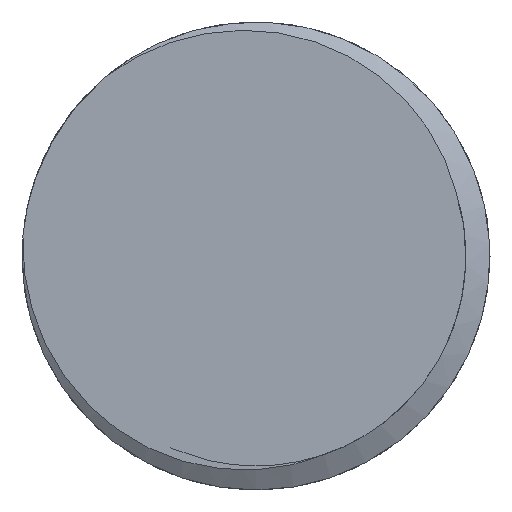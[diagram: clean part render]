
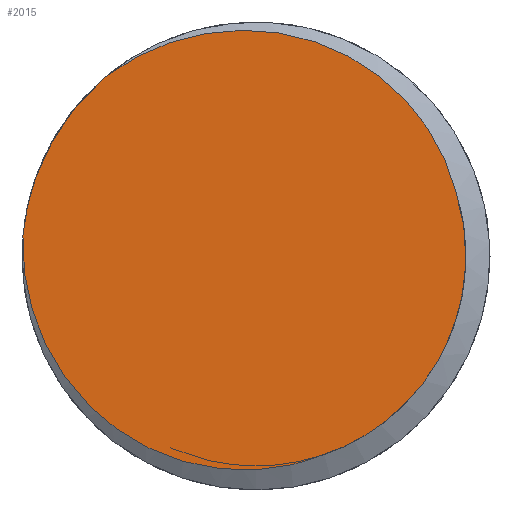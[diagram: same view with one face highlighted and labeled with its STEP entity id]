
A CAD part, front view. The second image highlights one B-rep face of the part: STEP entity #2015.
In plain terms, the highlighted planar face has unit normal (0, -1, 0).
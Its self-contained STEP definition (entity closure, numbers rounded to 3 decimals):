
#99 = CARTESIAN_POINT ( 'NONE',  ( -3.885, 0., 5.436 ) ) ;
#134 = CARTESIAN_POINT ( 'NONE',  ( -2.72, 0., 6.009 ) ) ;
#144 = B_SPLINE_CURVE_WITH_KNOTS ( 'NONE', 3,
 ( #7163, #99, #4598, #134, #1965, #6515, #2854, #3421, #3636, #175, #2496, #4811, #7484, #7125, #2114, #6666, #2040, #3711, #3138, #250, #5036, #972, #4318, #4993 ),
 .UNSPECIFIED., .F., .F.,
 ( 4, 2, 2, 2, 2, 2, 2, 2, 2, 2, 2, 4 ),
 ( -0.013, -0.011, -0.01, -0.009, -0.008, -0.006, -0.005, -0.004, -0.003, -0.002, -0.002, 0. ),
 .UNSPECIFIED. ) ;
#175 = CARTESIAN_POINT ( 'NONE',  ( 0.591, 0., 6.404 ) ) ;
#212 = CARTESIAN_POINT ( 'NONE',  ( -5.049, 0., -3.979 ) ) ;
#250 = CARTESIAN_POINT ( 'NONE',  ( 4.866, 0., 3.724 ) ) ;
#381 = ORIENTED_EDGE ( 'NONE', *, *, #6363, .T. ) ;
#501 = VERTEX_POINT ( 'NONE', #2800 ) ;
#514 = AXIS2_PLACEMENT_3D ( 'NONE', #5824, #4793, #4715 ) ;
#523 = CARTESIAN_POINT ( 'NONE',  ( -5.725, 0., 3.463 ) ) ;
#592 = CARTESIAN_POINT ( 'NONE',  ( 5.712, 0., 1.838 ) ) ;
#823 = CARTESIAN_POINT ( 'NONE',  ( -0.206, 0., -6.122 ) ) ;
#868 = B_SPLINE_CURVE_WITH_KNOTS ( 'NONE', 3,
 ( #592, #2232, #3946, #5191, #6251, #6939, #5687, #4022, #2882, #3372 ),
 .UNSPECIFIED., .F., .F.,
 ( 4, 2, 2, 2, 4 ),
 ( 0.2, 0.263, 0.326, 0.388, 0.451 ),
 .UNSPECIFIED. ) ;
#937 = CARTESIAN_POINT ( 'NONE',  ( -4.501, 0., -4.532 ) ) ;
#972 = CARTESIAN_POINT ( 'NONE',  ( 5.389, 0., 2.824 ) ) ;
#1138 = CARTESIAN_POINT ( 'NONE',  ( -5.358, 0., 4.008 ) ) ;
#1342 = CARTESIAN_POINT ( 'NONE',  ( 1.826, 0., -5.716 ) ) ;
#1510 = CARTESIAN_POINT ( 'NONE',  ( -5.821, 0., -2.926 ) ) ;
#1753 = CARTESIAN_POINT ( 'NONE',  ( -4.639, 0., 4.837 ) ) ;
#1965 = CARTESIAN_POINT ( 'NONE',  ( -2.474, 0., 6.099 ) ) ;
#2003 = ORIENTED_EDGE ( 'NONE', *, *, #4364, .T. ) ;
#2008 = CARTESIAN_POINT ( 'NONE',  ( 1.826, 0., -5.716 ) ) ;
#2015 = ADVANCED_FACE ( 'NONE', ( #2398 ), #5404, .T. ) ;
#2040 = CARTESIAN_POINT ( 'NONE',  ( 4.031, 0., 4.708 ) ) ;
#2078 = CARTESIAN_POINT ( 'NONE',  ( -6.662, 0., 0.579 ) ) ;
#2114 = CARTESIAN_POINT ( 'NONE',  ( 3.436, 0., 5.21 ) ) ;
#2115 = CARTESIAN_POINT ( 'NONE',  ( -2.506, 0., -5.734 ) ) ;
#2232 = CARTESIAN_POINT ( 'NONE',  ( 5.953, 0., 1.089 ) ) ;
#2398 = FACE_OUTER_BOUND ( 'NONE', #2892, .T. ) ;
#2496 = CARTESIAN_POINT ( 'NONE',  ( 1.101, 0., 6.309 ) ) ;
#2531 = CARTESIAN_POINT ( 'NONE',  ( -6.639, 0., -0.466 ) ) ;
#2571 = CARTESIAN_POINT ( 'NONE',  ( 0.832, 0., -6.027 ) ) ;
#2609 = CARTESIAN_POINT ( 'NONE',  ( -6.681, 0., 0.054 ) ) ;
#2612 = VERTEX_POINT ( 'NONE', #1342 ) ;
#2628 = CARTESIAN_POINT ( 'NONE',  ( -4.302, 0., 5.12 ) ) ;
#2703 = CARTESIAN_POINT ( 'NONE',  ( 5.712, 0., 1.838 ) ) ;
#2769 = VERTEX_POINT ( 'NONE', #2628 ) ;
#2800 = CARTESIAN_POINT ( 'NONE',  ( -6.662, 0., 0.579 ) ) ;
#2854 = CARTESIAN_POINT ( 'NONE',  ( -1.728, 0., 6.307 ) ) ;
#2882 = CARTESIAN_POINT ( 'NONE',  ( 2.575, 0., -5.476 ) ) ;
#2892 = EDGE_LOOP ( 'NONE', ( #5351, #381, #2003, #3039 ) ) ;
#3039 = ORIENTED_EDGE ( 'NONE', *, *, #6358, .F. ) ;
#3138 = CARTESIAN_POINT ( 'NONE',  ( 4.556, 0., 4.14 ) ) ;
#3254 = CARTESIAN_POINT ( 'NONE',  ( -4.302, 0., -4.703 ) ) ;
#3289 = CARTESIAN_POINT ( 'NONE',  ( -1.246, 0., -6.067 ) ) ;
#3372 = CARTESIAN_POINT ( 'NONE',  ( 1.826, 0., -5.716 ) ) ;
#3421 = CARTESIAN_POINT ( 'NONE',  ( -0.966, 0., 6.441 ) ) ;
#3452 = CARTESIAN_POINT ( 'NONE',  ( -6.135, 0., 2.697 ) ) ;
#3636 = CARTESIAN_POINT ( 'NONE',  ( -0.439, 0., 6.47 ) ) ;
#3711 = CARTESIAN_POINT ( 'NONE',  ( 4.389, 0., 4.337 ) ) ;
#3714 = CARTESIAN_POINT ( 'NONE',  ( -4.874, 0., -4.17 ) ) ;
#3825 = CARTESIAN_POINT ( 'NONE',  ( -6.414, 0., -1.489 ) ) ;
#3946 = CARTESIAN_POINT ( 'NONE',  ( 6.044, 0., 0.293 ) ) ;
#4022 = CARTESIAN_POINT ( 'NONE',  ( 3.276, 0., -5.088 ) ) ;
#4318 = CARTESIAN_POINT ( 'NONE',  ( 5.581, 0., 2.345 ) ) ;
#4364 = EDGE_CURVE ( 'NONE', #501, #2612, #5411, .T. ) ;
#4395 = CARTESIAN_POINT ( 'NONE',  ( -6.482, 0., -1.236 ) ) ;
#4511 = CARTESIAN_POINT ( 'NONE',  ( -6.662, 0., 0.579 ) ) ;
#4549 = CARTESIAN_POINT ( 'NONE',  ( -4.946, 0., 4.522 ) ) ;
#4585 = CARTESIAN_POINT ( 'NONE',  ( -5.835, 0., 3.275 ) ) ;
#4598 = CARTESIAN_POINT ( 'NONE',  ( -3.437, 0., 5.697 ) ) ;
#4715 = DIRECTION ( 'NONE',  ( 0., 0., -1. ) ) ;
#4793 = DIRECTION ( 'NONE',  ( 0., -1., 0. ) ) ;
#4811 = CARTESIAN_POINT ( 'NONE',  ( 2.095, 0., 5.99 ) ) ;
#4889 = CARTESIAN_POINT ( 'NONE',  ( 1.336, 0., -5.906 ) ) ;
#4925 = CARTESIAN_POINT ( 'NONE',  ( -6.25, 0., -1.982 ) ) ;
#4993 = CARTESIAN_POINT ( 'NONE',  ( 5.712, 0., 1.838 ) ) ;
#4997 = CARTESIAN_POINT ( 'NONE',  ( -3.675, 0., -5.176 ) ) ;
#5036 = CARTESIAN_POINT ( 'NONE',  ( 5.009, 0., 3.503 ) ) ;
#5111 = CARTESIAN_POINT ( 'NONE',  ( -4.302, 0., 5.12 ) ) ;
#5191 = CARTESIAN_POINT ( 'NONE',  ( 5.915, 0., -1.275 ) ) ;
#5232 = CARTESIAN_POINT ( 'NONE',  ( -6.298, 0., 2.292 ) ) ;
#5351 = ORIENTED_EDGE ( 'NONE', *, *, #6819, .F. ) ;
#5404 = PLANE ( 'NONE',  #514 ) ;
#5411 = B_SPLINE_CURVE_WITH_KNOTS ( 'NONE', 3,
 ( #2078, #2609, #2531, #4395, #3825, #4925, #6706, #1510, #6137, #212, #3714, #937, #3254, #4997, #6027, #2115, #6743, #6173, #3289, #6633, #823, #5460, #2571, #4889, #2008 ),
 .UNSPECIFIED., .F., .F.,
 ( 4, 2, 2, 2, 2, 2, 2, 2, 2, 1, 2, 2, 4 ),
 ( 0., 0.002, 0.002, 0.003, 0.005, 0.005, 0.006, 0.008, 0.009, 0.009, 0.01, 0.011, 0.013 ),
 .UNSPECIFIED. ) ;
#5460 = CARTESIAN_POINT ( 'NONE',  ( 0.057, 0., -6.111 ) ) ;
#5687 = CARTESIAN_POINT ( 'NONE',  ( 4.477, 0., -4.072 ) ) ;
#5767 = CARTESIAN_POINT ( 'NONE',  ( -6.624, 0., 1.017 ) ) ;
#5824 = CARTESIAN_POINT ( 'NONE',  ( 0., 0., 0. ) ) ;
#6027 = CARTESIAN_POINT ( 'NONE',  ( -3.226, 0., -5.433 ) ) ;
#6137 = CARTESIAN_POINT ( 'NONE',  ( -5.539, 0., -3.375 ) ) ;
#6173 = CARTESIAN_POINT ( 'NONE',  ( -1.754, 0., -5.96 ) ) ;
#6251 = CARTESIAN_POINT ( 'NONE',  ( 5.695, 0., -2.046 ) ) ;
#6358 = EDGE_CURVE ( 'NONE', #6659, #2612, #868, .T. ) ;
#6363 = EDGE_CURVE ( 'NONE', #2769, #501, #6576, .T. ) ;
#6515 = CARTESIAN_POINT ( 'NONE',  ( -1.979, 0., 6.247 ) ) ;
#6576 = B_SPLINE_CURVE_WITH_KNOTS ( 'NONE', 3,
 ( #5111, #1753, #4549, #1138, #7508, #523, #4585, #3452, #5232, #6825, #5767, #4511 ),
 .UNSPECIFIED., .F., .F.,
 ( 4, 2, 2, 2, 2, 4 ),
 ( 0., 0.001, 0.002, 0.003, 0.004, 0.005 ),
 .UNSPECIFIED. ) ;
#6633 = CARTESIAN_POINT ( 'NONE',  ( -0.729, 0., -6.111 ) ) ;
#6659 = VERTEX_POINT ( 'NONE', #2703 ) ;
#6666 = CARTESIAN_POINT ( 'NONE',  ( 3.84, 0., 4.883 ) ) ;
#6706 = CARTESIAN_POINT ( 'NONE',  ( -6.153, 0., -2.222 ) ) ;
#6743 = CARTESIAN_POINT ( 'NONE',  ( -2.257, 0., -5.821 ) ) ;
#6819 = EDGE_CURVE ( 'NONE', #2769, #6659, #144, .T. ) ;
#6825 = CARTESIAN_POINT ( 'NONE',  ( -6.544, 0., 1.447 ) ) ;
#6939 = CARTESIAN_POINT ( 'NONE',  ( 4.976, 0., -3.444 ) ) ;
#7125 = CARTESIAN_POINT ( 'NONE',  ( 3.222, 0., 5.363 ) ) ;
#7163 = CARTESIAN_POINT ( 'NONE',  ( -4.302, 0., 5.12 ) ) ;
#7484 = CARTESIAN_POINT ( 'NONE',  ( 2.563, 0., 5.773 ) ) ;
#7508 = CARTESIAN_POINT ( 'NONE',  ( -5.487, 0., 3.829 ) ) ;
